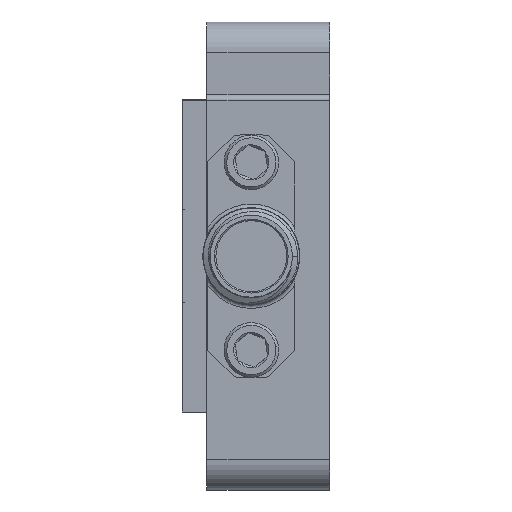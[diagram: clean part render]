
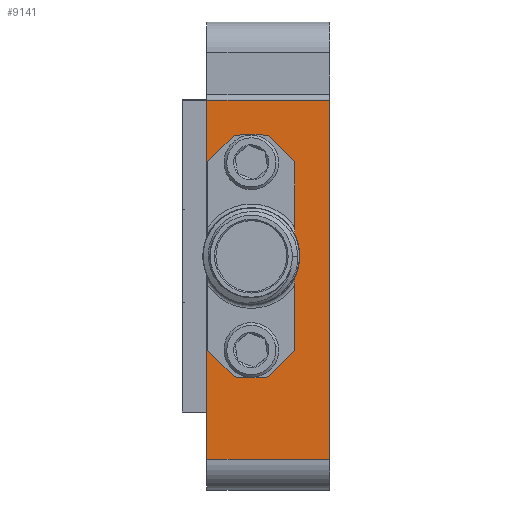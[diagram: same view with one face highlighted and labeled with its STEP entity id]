
A CAD part, left-side view. The second image highlights one B-rep face of the part: STEP entity #9141.
In plain terms, the highlighted planar face has unit normal (-1, 0, 0).
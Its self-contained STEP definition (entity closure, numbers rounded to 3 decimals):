
#126 = CARTESIAN_POINT ( 'NONE',  ( -15.9, 0., -13.233 ) ) ;
#231 = DIRECTION ( 'NONE',  ( 1., 0., 0. ) ) ;
#266 = AXIS2_PLACEMENT_3D ( 'NONE', #11167, #4879, #13591 ) ;
#280 = CARTESIAN_POINT ( 'NONE',  ( -15.9, 5.105, 1.321 ) ) ;
#342 = VERTEX_POINT ( 'NONE', #13401 ) ;
#345 = EDGE_LOOP ( 'NONE', ( #15801, #6005, #1244, #1517 ) ) ;
#553 = DIRECTION ( 'NONE',  ( 0., 0., -1. ) ) ;
#978 = EDGE_CURVE ( 'NONE', #342, #7281, #7699, .T. ) ;
#1244 = ORIENTED_EDGE ( 'NONE', *, *, #12637, .T. ) ;
#1303 = FACE_OUTER_BOUND ( 'NONE', #345, .T. ) ;
#1462 = VECTOR ( 'NONE', #8898, 1000. ) ;
#1517 = ORIENTED_EDGE ( 'NONE', *, *, #7926, .T. ) ;
#1566 = CARTESIAN_POINT ( 'NONE',  ( -15.9, 5.105, -6.096 ) ) ;
#1780 = VERTEX_POINT ( 'NONE', #15762 ) ;
#2071 = DIRECTION ( 'NONE',  ( 1., 0., 0. ) ) ;
#2083 = FACE_BOUND ( 'NONE', #5968, .T. ) ;
#2112 = DIRECTION ( 'NONE',  ( 0., 0., -1. ) ) ;
#2123 = AXIS2_PLACEMENT_3D ( 'NONE', #5509, #9120, #2827 ) ;
#2181 = EDGE_CURVE ( 'NONE', #7217, #14113, #7665, .T. ) ;
#2717 = CARTESIAN_POINT ( 'NONE',  ( -15.9, 5.105, 0. ) ) ;
#2827 = DIRECTION ( 'NONE',  ( 0., 0., 1. ) ) ;
#2844 = DIRECTION ( 'NONE',  ( 0., 0., -1. ) ) ;
#2987 = DIRECTION ( 'NONE',  ( 1., 0., 0. ) ) ;
#3624 = VERTEX_POINT ( 'NONE', #10189 ) ;
#3671 = EDGE_CURVE ( 'NONE', #3891, #8512, #5898, .T. ) ;
#3674 = VERTEX_POINT ( 'NONE', #126 ) ;
#3891 = VERTEX_POINT ( 'NONE', #8981 ) ;
#4247 = EDGE_CURVE ( 'NONE', #14370, #1780, #13584, .T. ) ;
#4255 = EDGE_LOOP ( 'NONE', ( #6296, #13811 ) ) ;
#4553 = CARTESIAN_POINT ( 'NONE',  ( -15.9, 0., 0. ) ) ;
#4740 = VECTOR ( 'NONE', #7276, 1000. ) ;
#4854 = EDGE_LOOP ( 'NONE', ( #12571, #5263 ) ) ;
#4879 = DIRECTION ( 'NONE',  ( 1., 0., 0. ) ) ;
#5073 = DIRECTION ( 'NONE',  ( 1., 0., 0. ) ) ;
#5161 = CIRCLE ( 'NONE', #266, 0.889 ) ;
#5263 = ORIENTED_EDGE ( 'NONE', *, *, #3671, .T. ) ;
#5351 = LINE ( 'NONE', #8339, #4740 ) ;
#5453 = DIRECTION ( 'NONE',  ( -1., 0., 0. ) ) ;
#5509 = CARTESIAN_POINT ( 'NONE',  ( -15.9, 5.105, 0. ) ) ;
#5898 = CIRCLE ( 'NONE', #13810, 0.889 ) ;
#5968 = EDGE_LOOP ( 'NONE', ( #10353, #8962 ) ) ;
#6005 = ORIENTED_EDGE ( 'NONE', *, *, #15075, .T. ) ;
#6296 = ORIENTED_EDGE ( 'NONE', *, *, #8919, .F. ) ;
#6386 = CARTESIAN_POINT ( 'NONE',  ( -15.9, 5.105, -6.096 ) ) ;
#6526 = CIRCLE ( 'NONE', #11075, 0.889 ) ;
#7136 = FACE_BOUND ( 'NONE', #4255, .T. ) ;
#7169 = LINE ( 'NONE', #12665, #13068 ) ;
#7217 = VERTEX_POINT ( 'NONE', #11149 ) ;
#7276 = DIRECTION ( 'NONE',  ( 0., 0., 1. ) ) ;
#7281 = VERTEX_POINT ( 'NONE', #280 ) ;
#7482 = CARTESIAN_POINT ( 'NONE',  ( -15.9, 5.105, 6.096 ) ) ;
#7665 = CIRCLE ( 'NONE', #11101, 0.889 ) ;
#7699 = CIRCLE ( 'NONE', #13349, 1.321 ) ;
#7926 = EDGE_CURVE ( 'NONE', #3624, #14370, #7169, .T. ) ;
#7987 = CARTESIAN_POINT ( 'NONE',  ( -15.9, 5.105, 5.207 ) ) ;
#8339 = CARTESIAN_POINT ( 'NONE',  ( -15.9, 0., 7.01 ) ) ;
#8413 = LINE ( 'NONE', #10621, #16035 ) ;
#8512 = VERTEX_POINT ( 'NONE', #7987 ) ;
#8898 = DIRECTION ( 'NONE',  ( 0., 0., -1. ) ) ;
#8919 = EDGE_CURVE ( 'NONE', #7281, #342, #13040, .T. ) ;
#8962 = ORIENTED_EDGE ( 'NONE', *, *, #12362, .T. ) ;
#8981 = CARTESIAN_POINT ( 'NONE',  ( -15.9, 5.105, 6.985 ) ) ;
#9120 = DIRECTION ( 'NONE',  ( -1., 0., 0. ) ) ;
#9141 = ADVANCED_FACE ( 'NONE', ( #2083, #13629, #1303, #7136 ), #10884, .F. ) ;
#9459 = DIRECTION ( 'NONE',  ( 0., -1., 0. ) ) ;
#10189 = CARTESIAN_POINT ( 'NONE',  ( -15.9, 0., 10.16 ) ) ;
#10346 = CARTESIAN_POINT ( 'NONE',  ( -15.9, 8.001, 10.16 ) ) ;
#10353 = ORIENTED_EDGE ( 'NONE', *, *, #2181, .T. ) ;
#10621 = CARTESIAN_POINT ( 'NONE',  ( -15.9, 0., -13.233 ) ) ;
#10675 = EDGE_CURVE ( 'NONE', #8512, #3891, #5161, .T. ) ;
#10884 = PLANE ( 'NONE',  #13331 ) ;
#11075 = AXIS2_PLACEMENT_3D ( 'NONE', #1566, #2987, #553 ) ;
#11101 = AXIS2_PLACEMENT_3D ( 'NONE', #6386, #231, #2844 ) ;
#11149 = CARTESIAN_POINT ( 'NONE',  ( -15.9, 5.105, -6.985 ) ) ;
#11167 = CARTESIAN_POINT ( 'NONE',  ( -15.9, 5.105, 6.096 ) ) ;
#11720 = DIRECTION ( 'NONE',  ( 0., 0., 1. ) ) ;
#12362 = EDGE_CURVE ( 'NONE', #14113, #7217, #6526, .T. ) ;
#12571 = ORIENTED_EDGE ( 'NONE', *, *, #10675, .T. ) ;
#12637 = EDGE_CURVE ( 'NONE', #3674, #3624, #5351, .T. ) ;
#12665 = CARTESIAN_POINT ( 'NONE',  ( -15.9, 0., 10.16 ) ) ;
#12696 = DIRECTION ( 'NONE',  ( 0., 0., -1. ) ) ;
#13040 = CIRCLE ( 'NONE', #2123, 1.321 ) ;
#13068 = VECTOR ( 'NONE', #13978, 1000. ) ;
#13331 = AXIS2_PLACEMENT_3D ( 'NONE', #4553, #2071, #2112 ) ;
#13349 = AXIS2_PLACEMENT_3D ( 'NONE', #2717, #5453, #11720 ) ;
#13401 = CARTESIAN_POINT ( 'NONE',  ( -15.9, 5.105, -1.321 ) ) ;
#13584 = LINE ( 'NONE', #15130, #1462 ) ;
#13591 = DIRECTION ( 'NONE',  ( 0., 0., -1. ) ) ;
#13629 = FACE_BOUND ( 'NONE', #4854, .T. ) ;
#13810 = AXIS2_PLACEMENT_3D ( 'NONE', #7482, #5073, #12696 ) ;
#13811 = ORIENTED_EDGE ( 'NONE', *, *, #978, .F. ) ;
#13978 = DIRECTION ( 'NONE',  ( 0., 1., 0. ) ) ;
#14113 = VERTEX_POINT ( 'NONE', #14600 ) ;
#14370 = VERTEX_POINT ( 'NONE', #10346 ) ;
#14600 = CARTESIAN_POINT ( 'NONE',  ( -15.9, 5.105, -5.207 ) ) ;
#15075 = EDGE_CURVE ( 'NONE', #1780, #3674, #8413, .T. ) ;
#15130 = CARTESIAN_POINT ( 'NONE',  ( -15.9, 8.001, -15.24 ) ) ;
#15762 = CARTESIAN_POINT ( 'NONE',  ( -15.9, 8.001, -13.233 ) ) ;
#15801 = ORIENTED_EDGE ( 'NONE', *, *, #4247, .T. ) ;
#16035 = VECTOR ( 'NONE', #9459, 1000. ) ;
